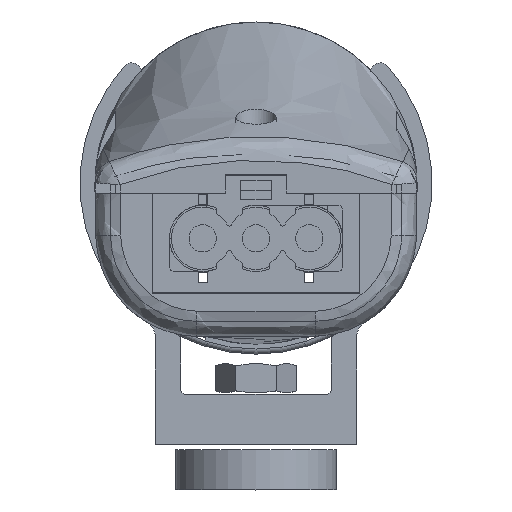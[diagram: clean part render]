
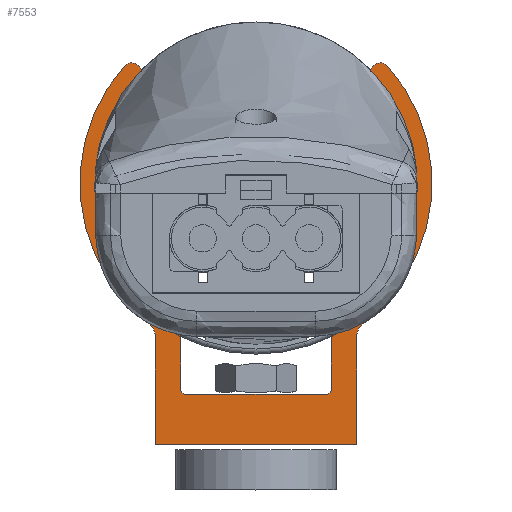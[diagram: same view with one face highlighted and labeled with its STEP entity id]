
A CAD part, front view. The second image highlights one B-rep face of the part: STEP entity #7553.
In plain terms, the highlighted planar face has unit normal (0, -1, 0).
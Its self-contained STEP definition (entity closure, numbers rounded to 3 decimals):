
#668=CIRCLE('',#8041,2.);
#669=CIRCLE('',#8044,2.);
#682=CIRCLE('',#8063,17.5);
#683=CIRCLE('',#8065,17.5);
#684=CIRCLE('',#8067,1.);
#685=CIRCLE('',#8069,1.);
#686=CIRCLE('',#8071,0.5);
#687=CIRCLE('',#8072,0.5);
#688=CIRCLE('',#8073,0.5);
#689=CIRCLE('',#8074,0.5);
#690=CIRCLE('',#8075,15.5);
#691=CIRCLE('',#8076,15.5);
#991=FACE_OUTER_BOUND('',#1269,.T.);
#1269=EDGE_LOOP('',(#7009,#7010,#7011,#7012,#7013,#7014,#7015,#7016,#7017,
#7018,#7019,#7020,#7021,#7022,#7023,#7024,#7025,#7026));
#2025=LINE('',#15878,#2806);
#2028=LINE('',#15890,#2809);
#2034=LINE('',#15902,#2815);
#2038=LINE('',#15913,#2819);
#2040=LINE('',#15919,#2821);
#2048=LINE('',#15965,#2829);
#2806=VECTOR('',#9678,10.63);
#2809=VECTOR('',#9689,10.63);
#2815=VECTOR('',#9697,14.);
#2819=VECTOR('',#9705,6.644);
#2821=VECTOR('',#9709,6.644);
#2829=VECTOR('',#9767,20.);
#3899=VERTEX_POINT('',#15868);
#3900=VERTEX_POINT('',#15870);
#3902=VERTEX_POINT('',#15876);
#3903=VERTEX_POINT('',#15880);
#3904=VERTEX_POINT('',#15881);
#3907=VERTEX_POINT('',#15889);
#3910=VERTEX_POINT('',#15896);
#3912=VERTEX_POINT('',#15900);
#3915=VERTEX_POINT('',#15907);
#3917=VERTEX_POINT('',#15911);
#3918=VERTEX_POINT('',#15915);
#3920=VERTEX_POINT('',#15918);
#3928=VERTEX_POINT('',#15942);
#3929=VERTEX_POINT('',#15946);
#3930=VERTEX_POINT('',#15950);
#3931=VERTEX_POINT('',#15954);
#3932=VERTEX_POINT('',#15958);
#3933=VERTEX_POINT('',#15962);
#5244=EDGE_CURVE('',#3899,#3900,#668,.T.);
#5248=EDGE_CURVE('',#3902,#3899,#2025,.T.);
#5249=EDGE_CURVE('',#3903,#3904,#669,.T.);
#5253=EDGE_CURVE('',#3907,#3904,#2028,.T.);
#5259=EDGE_CURVE('',#3910,#3912,#2034,.T.);
#5264=EDGE_CURVE('',#3915,#3917,#2038,.T.);
#5266=EDGE_CURVE('',#3920,#3918,#2040,.T.);
#5281=EDGE_CURVE('',#3903,#3928,#682,.T.);
#5282=EDGE_CURVE('',#3929,#3900,#683,.T.);
#5284=EDGE_CURVE('',#3929,#3930,#684,.T.);
#5286=EDGE_CURVE('',#3931,#3928,#685,.T.);
#5288=EDGE_CURVE('',#3920,#3932,#686,.T.);
#5289=EDGE_CURVE('',#3910,#3918,#687,.T.);
#5290=EDGE_CURVE('',#3915,#3912,#688,.T.);
#5291=EDGE_CURVE('',#3933,#3917,#689,.T.);
#5292=EDGE_CURVE('',#3933,#3930,#690,.T.);
#5293=EDGE_CURVE('',#3907,#3902,#2048,.T.);
#5294=EDGE_CURVE('',#3931,#3932,#691,.T.);
#7009=ORIENTED_EDGE('',*,*,#5288,.F.);
#7010=ORIENTED_EDGE('',*,*,#5266,.T.);
#7011=ORIENTED_EDGE('',*,*,#5289,.F.);
#7012=ORIENTED_EDGE('',*,*,#5259,.T.);
#7013=ORIENTED_EDGE('',*,*,#5290,.F.);
#7014=ORIENTED_EDGE('',*,*,#5264,.T.);
#7015=ORIENTED_EDGE('',*,*,#5291,.F.);
#7016=ORIENTED_EDGE('',*,*,#5292,.T.);
#7017=ORIENTED_EDGE('',*,*,#5284,.F.);
#7018=ORIENTED_EDGE('',*,*,#5282,.T.);
#7019=ORIENTED_EDGE('',*,*,#5244,.F.);
#7020=ORIENTED_EDGE('',*,*,#5248,.F.);
#7021=ORIENTED_EDGE('',*,*,#5293,.F.);
#7022=ORIENTED_EDGE('',*,*,#5253,.T.);
#7023=ORIENTED_EDGE('',*,*,#5249,.F.);
#7024=ORIENTED_EDGE('',*,*,#5281,.T.);
#7025=ORIENTED_EDGE('',*,*,#5286,.F.);
#7026=ORIENTED_EDGE('',*,*,#5294,.T.);
#7252=PLANE('',#8070);
#7553=ADVANCED_FACE('',(#991),#7252,.T.);
#8041=AXIS2_PLACEMENT_3D('',#15871,#9671,#9672);
#8044=AXIS2_PLACEMENT_3D('',#15882,#9681,#9682);
#8063=AXIS2_PLACEMENT_3D('',#15944,#9738,#9739);
#8065=AXIS2_PLACEMENT_3D('',#15947,#9742,#9743);
#8067=AXIS2_PLACEMENT_3D('',#15951,#9747,#9748);
#8069=AXIS2_PLACEMENT_3D('',#15955,#9752,#9753);
#8070=AXIS2_PLACEMENT_3D('',#15957,#9755,#9756);
#8071=AXIS2_PLACEMENT_3D('',#15959,#9757,#9758);
#8072=AXIS2_PLACEMENT_3D('',#15960,#9759,#9760);
#8073=AXIS2_PLACEMENT_3D('',#15961,#9761,#9762);
#8074=AXIS2_PLACEMENT_3D('',#15963,#9763,#9764);
#8075=AXIS2_PLACEMENT_3D('',#15964,#9765,#9766);
#8076=AXIS2_PLACEMENT_3D('',#15966,#9768,#9769);
#9671=DIRECTION('center_axis',(0.,-1.,
0.));
#9672=DIRECTION('ref_axis',(0.899,0.,0.439));
#9678=DIRECTION('',(0.,0.,1.));
#9681=DIRECTION('center_axis',(0.,-1.,
0.));
#9682=DIRECTION('ref_axis',(-0.899,0.,0.439));
#9689=DIRECTION('',(0.,0.,1.));
#9697=DIRECTION('',(-1.,0.,0.));
#9705=DIRECTION('',(0.,0.,1.));
#9709=DIRECTION('',(0.,0.,-1.));
#9738=DIRECTION('center_axis',(0.,-1.,
0.));
#9739=DIRECTION('ref_axis',(1.,0.,0.));
#9742=DIRECTION('center_axis',(0.,-1.,
0.));
#9743=DIRECTION('ref_axis',(1.,0.,0.));
#9747=DIRECTION('center_axis',(0.,1.,0.));
#9748=DIRECTION('ref_axis',(-0.03,0.,1.));
#9752=DIRECTION('center_axis',(0.,1.,0.));
#9753=DIRECTION('ref_axis',(-1.,0.,0.03));
#9755=DIRECTION('center_axis',(0.,-1.,
0.));
#9756=DIRECTION('ref_axis',(1.,0.,0.));
#9757=DIRECTION('center_axis',(0.,1.,0.));
#9758=DIRECTION('ref_axis',(-0.866,0.,0.5));
#9759=DIRECTION('center_axis',(0.,-1.,
0.));
#9760=DIRECTION('ref_axis',(0.707,0.,-0.707));
#9761=DIRECTION('center_axis',(0.,-1.,
0.));
#9762=DIRECTION('ref_axis',(-0.707,0.,-0.707));
#9763=DIRECTION('center_axis',(0.,1.,0.));
#9764=DIRECTION('ref_axis',(0.866,0.,0.5));
#9765=DIRECTION('center_axis',(0.,1.,0.));
#9766=DIRECTION('ref_axis',(0.707,0.,0.707));
#9767=DIRECTION('',(-1.,0.,0.));
#9768=DIRECTION('center_axis',(0.,1.,0.));
#9769=DIRECTION('ref_axis',(0.707,0.,0.707));
#15868=CARTESIAN_POINT('',(-10.,-25.563,12.632));
#15870=CARTESIAN_POINT('',(-10.769,-25.563,14.208));
#15871=CARTESIAN_POINT('Origin',(-12.,-25.563,12.632));
#15876=CARTESIAN_POINT('',(-10.,-25.563,2.002));
#15878=CARTESIAN_POINT('',(-10.,-25.563,2.002));
#15880=CARTESIAN_POINT('',(10.769,-25.563,14.208));
#15881=CARTESIAN_POINT('',(10.,-25.563,12.632));
#15882=CARTESIAN_POINT('Origin',(12.,-25.563,12.632));
#15889=CARTESIAN_POINT('',(10.,-25.563,2.002));
#15890=CARTESIAN_POINT('',(10.,-25.563,13.641));
#15896=CARTESIAN_POINT('',(7.,-25.563,7.002));
#15900=CARTESIAN_POINT('',(-7.,-25.563,7.002));
#15902=CARTESIAN_POINT('',(-1.25,-25.563,7.002));
#15907=CARTESIAN_POINT('',(-7.5,-25.563,7.502));
#15911=CARTESIAN_POINT('',(-7.5,-25.563,14.146));
#15913=CARTESIAN_POINT('',(-7.5,-25.563,4.502));
#15915=CARTESIAN_POINT('',(7.5,-25.563,7.502));
#15918=CARTESIAN_POINT('',(7.5,-25.563,14.146));
#15919=CARTESIAN_POINT('',(7.5,-25.563,8.22));
#15942=CARTESIAN_POINT('',(13.102,-25.562,39.604));
#15944=CARTESIAN_POINT('Origin',(0.,-25.562,
28.002));
#15946=CARTESIAN_POINT('',(-13.102,-25.562,39.604));
#15947=CARTESIAN_POINT('Origin',(0.,-25.562,
28.002));
#15950=CARTESIAN_POINT('',(-11.604,-25.562,38.278));
#15951=CARTESIAN_POINT('Origin',(-12.353,-25.562,38.941));
#15954=CARTESIAN_POINT('',(11.604,-25.562,38.278));
#15955=CARTESIAN_POINT('Origin',(12.353,-25.562,38.941));
#15957=CARTESIAN_POINT('Origin',(-10.,-25.563,2.002));
#15958=CARTESIAN_POINT('',(7.75,-25.563,14.579));
#15959=CARTESIAN_POINT('Origin',(8.,-25.563,14.146));
#15960=CARTESIAN_POINT('Origin',(7.,-25.563,7.502));
#15961=CARTESIAN_POINT('Origin',(-7.,-25.563,7.502));
#15962=CARTESIAN_POINT('',(-7.75,-25.563,14.579));
#15963=CARTESIAN_POINT('Origin',(-8.,-25.563,14.146));
#15964=CARTESIAN_POINT('Origin',(0.,-25.562,
28.002));
#15965=CARTESIAN_POINT('',(2.5,-25.563,2.002));
#15966=CARTESIAN_POINT('Origin',(0.,-25.562,
28.002));
